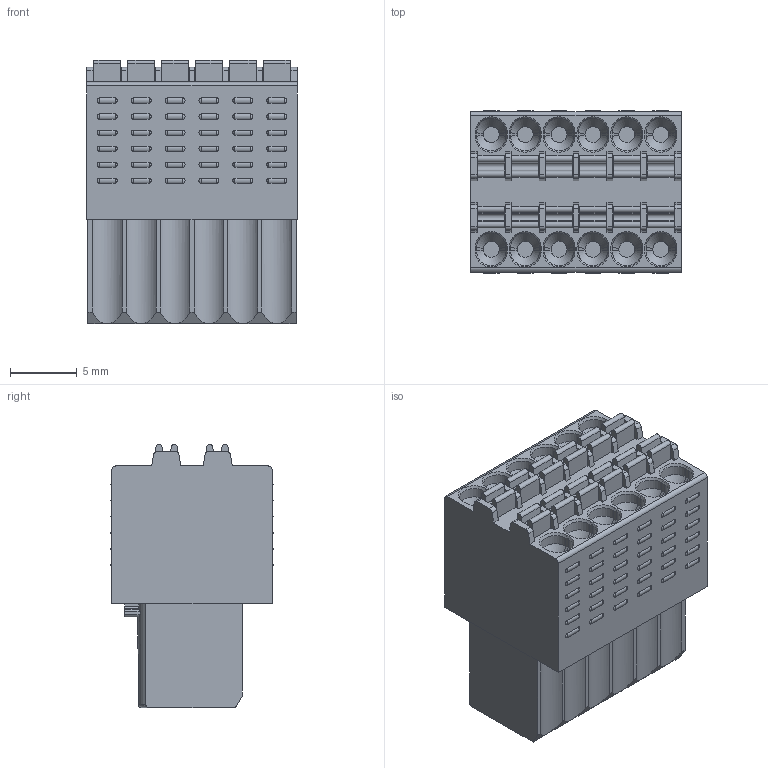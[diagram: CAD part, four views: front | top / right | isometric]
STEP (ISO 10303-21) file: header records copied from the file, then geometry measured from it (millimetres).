
FILE_DESCRIPTION(('FreeCAD Model'),'2;1');
FILE_NAME('DINKLE-0156-1B12.step','2019-10-14T22:36:41',( 'kicad StepUp'),('ksu MCAD'),'Open CASCADE STEP processor 7.3', 'FreeCAD','Unknown');
FILE_SCHEMA(('AUTOMOTIVE_DESIGN { 1 0 10303 214 1 1 1 1 }'));
Length unit declared in the file: millimetre
Products named in the file (1): DINKLE-0156-1B12
Bounding box: 15.8 x 12.15 x 19.71 mm (x, y, z)
Volume: 2764.8 mm3; surface area: 1835.6 mm2
Topology: 1 solids, 1 shells, 937 faces, 2286 edges, 1470 vertices
Faces by surface type: plane 427, cylinder 277, bspline 192, cone 24, torus 17
Entity records: 37300 total; most frequent: CARTESIAN_POINT 16028, ORIENTED_EDGE 4572, DIRECTION 4049, EDGE_CURVE 2286, VERTEX_POINT 1470, LINE 1435, VECTOR 1435, AXIS2_PLACEMENT_3D 1307
